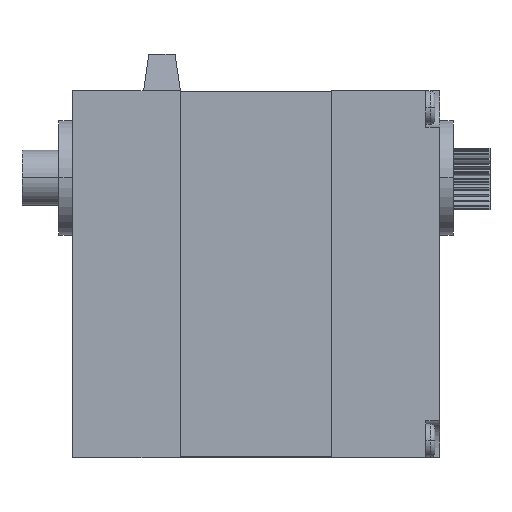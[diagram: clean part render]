
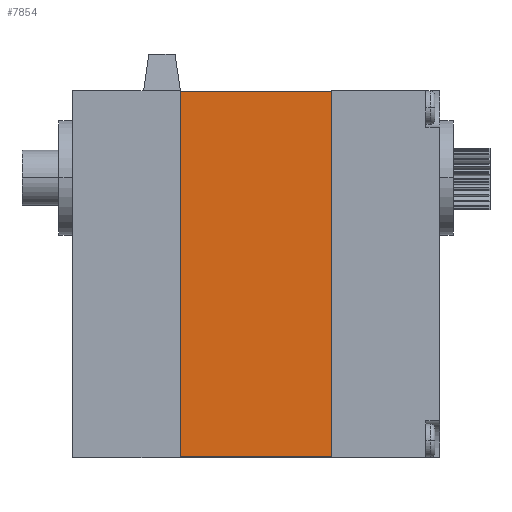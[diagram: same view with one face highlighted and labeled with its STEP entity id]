
A CAD part, top view. The second image highlights one B-rep face of the part: STEP entity #7854.
In plain terms, the highlighted planar face has unit normal (0, 0, 1).
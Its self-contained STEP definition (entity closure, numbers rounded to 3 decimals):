
#362 = CARTESIAN_POINT ( 'NONE',  ( -8.25, -19.9, 19.9 ) ) ;
#491 = VECTOR ( 'NONE', #5837, 1000. ) ;
#767 = EDGE_CURVE ( 'NONE', #6950, #6032, #2192, .T. ) ;
#1245 = DIRECTION ( 'NONE',  ( -1., 0., 0. ) ) ;
#1436 = VERTEX_POINT ( 'NONE', #6373 ) ;
#1510 = CARTESIAN_POINT ( 'NONE',  ( -8.25, -19.9, 19.9 ) ) ;
#1569 = VECTOR ( 'NONE', #6626, 1000. ) ;
#1681 = DIRECTION ( 'NONE',  ( 0., 1., 0. ) ) ;
#1711 = VERTEX_POINT ( 'NONE', #3836 ) ;
#2192 = LINE ( 'NONE', #1510, #1569 ) ;
#2853 = LINE ( 'NONE', #7372, #9142 ) ;
#2865 = LINE ( 'NONE', #8076, #491 ) ;
#3172 = DIRECTION ( 'NONE',  ( 0., 0., -1. ) ) ;
#3368 = CARTESIAN_POINT ( 'NONE',  ( 0., 0., 19.9 ) ) ;
#3836 = CARTESIAN_POINT ( 'NONE',  ( -8.25, 19.9, 19.9 ) ) ;
#3927 = CARTESIAN_POINT ( 'NONE',  ( 8.25, -20., 19.9 ) ) ;
#3976 = LINE ( 'NONE', #3927, #4821 ) ;
#4821 = VECTOR ( 'NONE', #1681, 1000. ) ;
#5597 = DIRECTION ( 'NONE',  ( 0., -1., 0. ) ) ;
#5783 = EDGE_CURVE ( 'NONE', #1436, #1711, #2853, .T. ) ;
#5837 = DIRECTION ( 'NONE',  ( 0., -1., 0. ) ) ;
#6032 = VERTEX_POINT ( 'NONE', #362 ) ;
#6373 = CARTESIAN_POINT ( 'NONE',  ( 8.25, 19.9, 19.9 ) ) ;
#6626 = DIRECTION ( 'NONE',  ( -1., 0., 0. ) ) ;
#6853 = ORIENTED_EDGE ( 'NONE', *, *, #9281, .T. ) ;
#6950 = VERTEX_POINT ( 'NONE', #7889 ) ;
#7057 = PLANE ( 'NONE',  #9169 ) ;
#7372 = CARTESIAN_POINT ( 'NONE',  ( 0., 19.9, 19.9 ) ) ;
#7854 = ADVANCED_FACE ( 'NONE', ( #8377 ), #7057, .F. ) ;
#7889 = CARTESIAN_POINT ( 'NONE',  ( 8.25, -19.9, 19.9 ) ) ;
#8076 = CARTESIAN_POINT ( 'NONE',  ( -8.25, -20., 19.9 ) ) ;
#8110 = EDGE_CURVE ( 'NONE', #6950, #1436, #3976, .T. ) ;
#8218 = EDGE_LOOP ( 'NONE', ( #9356, #8463, #9602, #6853 ) ) ;
#8377 = FACE_OUTER_BOUND ( 'NONE', #8218, .T. ) ;
#8463 = ORIENTED_EDGE ( 'NONE', *, *, #8110, .T. ) ;
#9142 = VECTOR ( 'NONE', #1245, 1000. ) ;
#9169 = AXIS2_PLACEMENT_3D ( 'NONE', #3368, #3172, #5597 ) ;
#9281 = EDGE_CURVE ( 'NONE', #1711, #6032, #2865, .T. ) ;
#9356 = ORIENTED_EDGE ( 'NONE', *, *, #767, .F. ) ;
#9602 = ORIENTED_EDGE ( 'NONE', *, *, #5783, .T. ) ;
